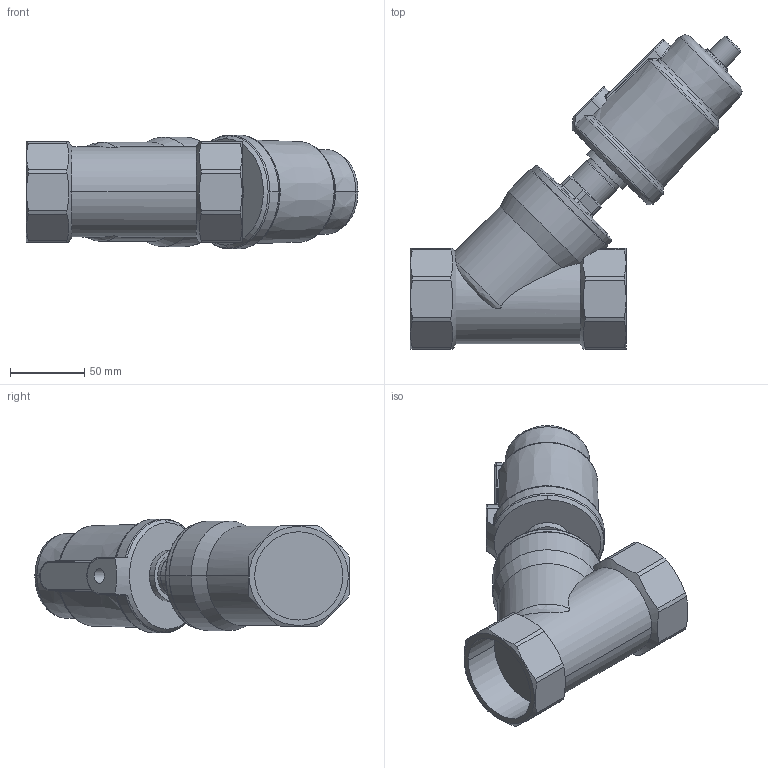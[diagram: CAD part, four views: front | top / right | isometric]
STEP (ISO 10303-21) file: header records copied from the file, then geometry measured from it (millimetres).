
FILE_DESCRIPTION (( 'STEP AP214' ), '1' );
FILE_NAME ('700 DN50 63mm.STEP', '2018-06-15T12:35:06', ( '' ), ( '' ), 'SwSTEP 2.0', 'SolidWorks 2015', '' );
FILE_SCHEMA (( 'AUTOMOTIVE_DESIGN' ));
Length unit declared in the file: millimetre
Products named in the file (4): 700 DN50 63mm; ENG-024656; ENG-024655; ENG-024654
Assembly tree (3 placements, depth 2):
  700 DN50 63mm
    ENG-024654
    ENG-024655
    ENG-024656
Bounding box: 224.25 x 212.25 x 76.87 mm (x, y, z)
Volume: 956677.9 mm3; surface area: 102636.5 mm2
Topology: 3 solids, 3 shells, 196 faces, 477 edges, 293 vertices
Faces by surface type: cylinder 67, bspline 49, plane 42, cone 38
Entity records: 10154 total; most frequent: CARTESIAN_POINT 3637, ORIENTED_EDGE 952, DIRECTION 807, EDGE_CURVE 476, AXIS2_PLACEMENT_3D 333, VERTEX_POINT 293, UNCERTAINTY_MEASURE_WITH_UNIT 206, EDGE_LOOP 203
